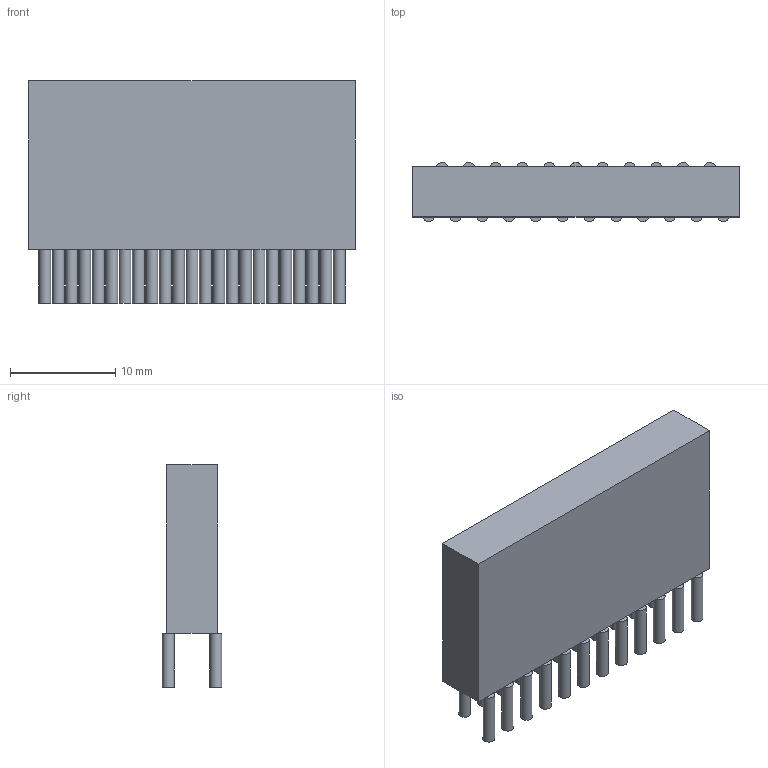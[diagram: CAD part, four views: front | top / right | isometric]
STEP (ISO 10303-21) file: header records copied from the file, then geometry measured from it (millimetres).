
FILE_DESCRIPTION(('FreeCAD Model'),'2;1');
FILE_NAME('868677.1.3.stp','2020-04-09T13:59:12',( 'Author'),(''),'Open CASCADE STEP processor 6.9','FreeCAD','Unknown' );
FILE_SCHEMA(('AUTOMOTIVE_DESIGN { 1 0 10303 214 1 1 1 1 }'));
Length unit declared in the file: millimetre
Products named in the file (3): ASSEMBLY; Body; Leads
Assembly tree (24 placements, depth 2):
  ASSEMBLY
    Body
    Leads  x23
Bounding box: 31 x 5.63 x 21.1 mm (x, y, z)
Surface area: 12081.8 mm2
Topology: 530 solids, 530 shells, 1593 faces, 1599 edges, 1066 vertices
Faces by surface type: plane 1064, cylinder 529
Full cylindrical faces by diameter (mm): 1.13 x529
Entity records: 2870 total; most frequent: DIRECTION 489, CARTESIAN_POINT 397, ORIENTED_EDGE 162, PCURVE 162, DEFINITIONAL_REPRESENTATION 162, LINE 151, VECTOR 151, AXIS2_PLACEMENT_3D 146
